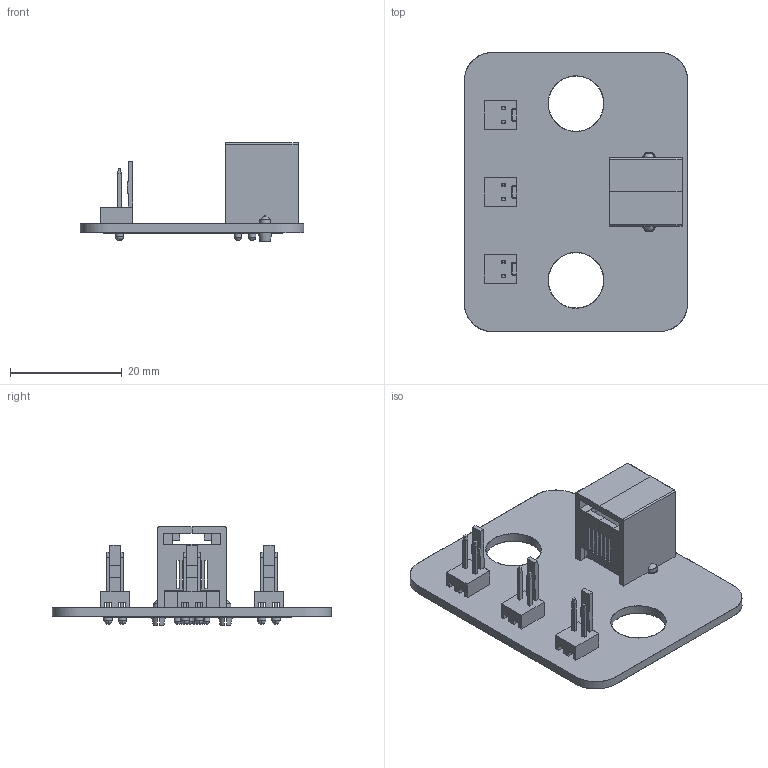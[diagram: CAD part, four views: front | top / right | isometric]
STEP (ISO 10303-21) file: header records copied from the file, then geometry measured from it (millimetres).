
FILE_DESCRIPTION((''),'2;1');
FILE_NAME('PCB1.stp','2021-05-17T12:51:22',(''),(''),'AutoCAD STEP 2000i','AutoCAD 2000i',', , ');
FILE_SCHEMA(('CONFIG_CONTROL_DESIGN'));
Length unit declared in the file: millimetre
Products named in the file (1): 1415-PCB1
Bounding box: 40 x 50 x 17.6 mm (x, y, z)
Surface area: 7228 mm2 (no closed solid volume)
Topology: 0 solids, 0 shells, 352 faces, 1894 edges, 1978 vertices
Faces by surface type: bspline 352
Entity records: 32081 total; most frequent: CARTESIAN_POINT 23557, QUASI_UNIFORM_CURVE 2688, PCURVE 1662, COMPOSITE_CURVE_SEGMENT 1662, B_SPLINE_CURVE_WITH_KNOTS 498, OUTER_BOUNDARY_CURVE 352, CURVE_BOUNDED_SURFACE 352, DIRECTION 265
